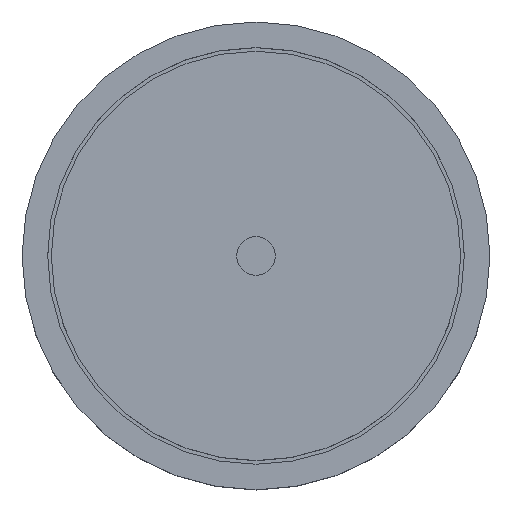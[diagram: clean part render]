
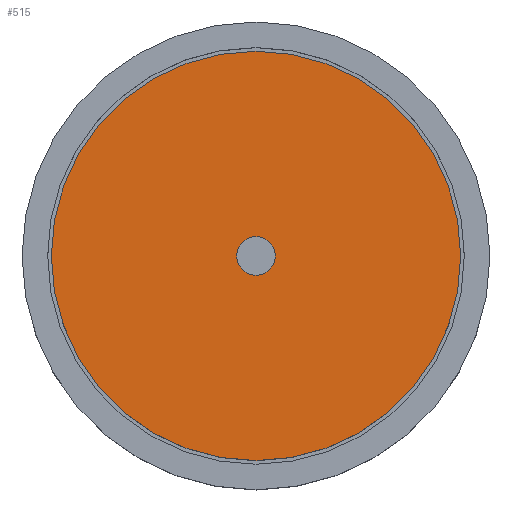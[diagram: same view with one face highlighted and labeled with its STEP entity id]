
A CAD part, top view. The second image highlights one B-rep face of the part: STEP entity #515.
In plain terms, the highlighted planar face has unit normal (0, 0, 1).
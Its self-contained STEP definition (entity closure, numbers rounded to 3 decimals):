
#10 = DIRECTION ( 'NONE',  ( 1., 0., 0. ) ) ;
#15 = CIRCLE ( 'NONE', #183, 14. ) ;
#23 = DIRECTION ( 'NONE',  ( 0., 0., 1. ) ) ;
#64 = VERTEX_POINT ( 'NONE', #608 ) ;
#84 = CIRCLE ( 'NONE', #451, 1.319 ) ;
#116 = DIRECTION ( 'NONE',  ( 0., 0., 1. ) ) ;
#123 = DIRECTION ( 'NONE',  ( 0., 0., -1. ) ) ;
#140 = DIRECTION ( 'NONE',  ( 1., 0., 0. ) ) ;
#147 = CARTESIAN_POINT ( 'NONE',  ( 1.319, 0., 5. ) ) ;
#161 = CIRCLE ( 'NONE', #536, 1.319 ) ;
#183 = AXIS2_PLACEMENT_3D ( 'NONE', #208, #205, #140 ) ;
#205 = DIRECTION ( 'NONE',  ( 0., 0., 1. ) ) ;
#208 = CARTESIAN_POINT ( 'NONE',  ( 0., 0., 5. ) ) ;
#222 = EDGE_CURVE ( 'NONE', #253, #416, #84, .T. ) ;
#229 = CARTESIAN_POINT ( 'NONE',  ( 0., 0., 5. ) ) ;
#253 = VERTEX_POINT ( 'NONE', #147 ) ;
#258 = ORIENTED_EDGE ( 'NONE', *, *, #261, .T. ) ;
#259 = ORIENTED_EDGE ( 'NONE', *, *, #485, .T. ) ;
#261 = EDGE_CURVE ( 'NONE', #64, #619, #15, .T. ) ;
#262 = ORIENTED_EDGE ( 'NONE', *, *, #222, .T. ) ;
#283 = PLANE ( 'NONE',  #374 ) ;
#315 = EDGE_LOOP ( 'NONE', ( #262, #521 ) ) ;
#325 = CARTESIAN_POINT ( 'NONE',  ( -1.319, 0., 5. ) ) ;
#340 = DIRECTION ( 'NONE',  ( 0., 0., -1. ) ) ;
#345 = DIRECTION ( 'NONE',  ( 1., 0., 0. ) ) ;
#374 = AXIS2_PLACEMENT_3D ( 'NONE', #541, #23, #578 ) ;
#390 = FACE_OUTER_BOUND ( 'NONE', #538, .T. ) ;
#416 = VERTEX_POINT ( 'NONE', #325 ) ;
#434 = EDGE_CURVE ( 'NONE', #416, #253, #161, .T. ) ;
#451 = AXIS2_PLACEMENT_3D ( 'NONE', #590, #123, #483 ) ;
#481 = CARTESIAN_POINT ( 'NONE',  ( 0., 0., 5. ) ) ;
#483 = DIRECTION ( 'NONE',  ( 1., 0., 0. ) ) ;
#485 = EDGE_CURVE ( 'NONE', #619, #64, #596, .T. ) ;
#486 = FACE_BOUND ( 'NONE', #315, .T. ) ;
#515 = ADVANCED_FACE ( 'NONE', ( #390, #486 ), #283, .T. ) ;
#521 = ORIENTED_EDGE ( 'NONE', *, *, #434, .T. ) ;
#525 = AXIS2_PLACEMENT_3D ( 'NONE', #229, #116, #345 ) ;
#536 = AXIS2_PLACEMENT_3D ( 'NONE', #481, #340, #10 ) ;
#538 = EDGE_LOOP ( 'NONE', ( #258, #259 ) ) ;
#540 = CARTESIAN_POINT ( 'NONE',  ( 14., 0., 5. ) ) ;
#541 = CARTESIAN_POINT ( 'NONE',  ( 0., 0., 5. ) ) ;
#578 = DIRECTION ( 'NONE',  ( 1., 0., 0. ) ) ;
#590 = CARTESIAN_POINT ( 'NONE',  ( 0., 0., 5. ) ) ;
#596 = CIRCLE ( 'NONE', #525, 14. ) ;
#608 = CARTESIAN_POINT ( 'NONE',  ( -14., 0., 5. ) ) ;
#619 = VERTEX_POINT ( 'NONE', #540 ) ;
